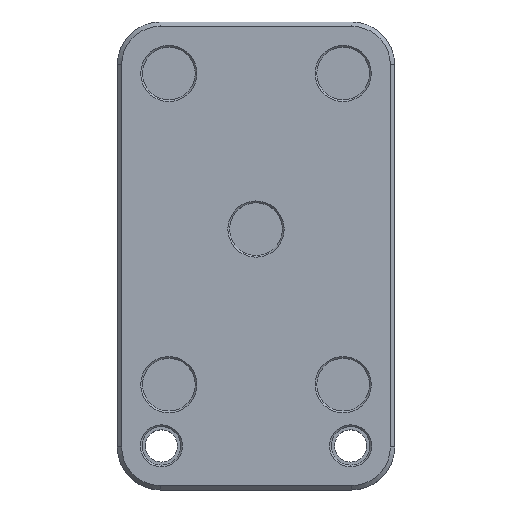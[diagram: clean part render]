
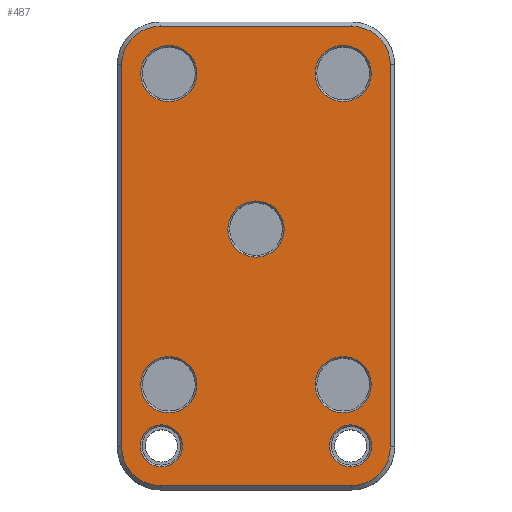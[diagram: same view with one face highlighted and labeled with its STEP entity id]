
A CAD part, top view. The second image highlights one B-rep face of the part: STEP entity #487.
In plain terms, the highlighted planar face has unit normal (0, 0, 1).
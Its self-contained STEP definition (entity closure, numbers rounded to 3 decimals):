
#335=CARTESIAN_POINT('',(0.,0.,15.));
#336=DIRECTION('',(0.,0.,1.));
#337=DIRECTION('',(1.,0.,0.));
#338=AXIS2_PLACEMENT_3D('',#335,#336,#337);
#339=PLANE('',#338);
#340=CARTESIAN_POINT('',(38.563,22.25,15.));
#341=VERTEX_POINT('',#340);
#342=CARTESIAN_POINT('',(38.563,-22.25,15.));
#343=VERTEX_POINT('',#342);
#344=CARTESIAN_POINT('',(38.563,22.25,15.));
#345=DIRECTION('',(0.,-1.,0.));
#346=VECTOR('',#345,44.5);
#347=LINE('',#344,#346);
#348=EDGE_CURVE('',#341,#343,#347,.T.);
#349=ORIENTED_EDGE('',*,*,#348,.T.);
#350=CARTESIAN_POINT('',(43.063,-26.75,15.));
#351=VERTEX_POINT('',#350);
#352=CARTESIAN_POINT('',(43.063,-22.25,15.));
#353=DIRECTION('',(0.,0.,1.));
#354=DIRECTION('',(1.,0.,-0.));
#355=AXIS2_PLACEMENT_3D('',#352,#353,#354);
#356=CIRCLE('',#355,4.5);
#357=EDGE_CURVE('',#343,#351,#356,.T.);
#358=ORIENTED_EDGE('',*,*,#357,.T.);
#359=CARTESIAN_POINT('',(65.363,-26.75,15.));
#360=VERTEX_POINT('',#359);
#361=CARTESIAN_POINT('',(43.063,-26.75,15.));
#362=DIRECTION('',(1.,0.,0.));
#363=VECTOR('',#362,22.3);
#364=LINE('',#361,#363);
#365=EDGE_CURVE('',#351,#360,#364,.T.);
#366=ORIENTED_EDGE('',*,*,#365,.T.);
#367=CARTESIAN_POINT('',(69.863,-22.25,15.));
#368=VERTEX_POINT('',#367);
#369=CARTESIAN_POINT('',(65.363,-22.25,15.));
#370=DIRECTION('',(0.,0.,1.));
#371=DIRECTION('',(1.,0.,-0.));
#372=AXIS2_PLACEMENT_3D('',#369,#370,#371);
#373=CIRCLE('',#372,4.5);
#374=EDGE_CURVE('',#360,#368,#373,.T.);
#375=ORIENTED_EDGE('',*,*,#374,.T.);
#376=CARTESIAN_POINT('',(69.863,22.25,15.));
#377=VERTEX_POINT('',#376);
#378=CARTESIAN_POINT('',(69.863,-22.25,15.));
#379=DIRECTION('',(-0.,1.,0.));
#380=VECTOR('',#379,44.5);
#381=LINE('',#378,#380);
#382=EDGE_CURVE('',#368,#377,#381,.T.);
#383=ORIENTED_EDGE('',*,*,#382,.T.);
#384=CARTESIAN_POINT('',(65.363,26.75,15.));
#385=VERTEX_POINT('',#384);
#386=CARTESIAN_POINT('',(65.363,22.25,15.));
#387=DIRECTION('',(0.,0.,1.));
#388=DIRECTION('',(1.,0.,-0.));
#389=AXIS2_PLACEMENT_3D('',#386,#387,#388);
#390=CIRCLE('',#389,4.5);
#391=EDGE_CURVE('',#377,#385,#390,.T.);
#392=ORIENTED_EDGE('',*,*,#391,.T.);
#393=CARTESIAN_POINT('',(43.063,26.75,15.));
#394=VERTEX_POINT('',#393);
#395=CARTESIAN_POINT('',(65.363,26.75,15.));
#396=DIRECTION('',(-1.,-0.,0.));
#397=VECTOR('',#396,22.3);
#398=LINE('',#395,#397);
#399=EDGE_CURVE('',#385,#394,#398,.T.);
#400=ORIENTED_EDGE('',*,*,#399,.T.);
#401=CARTESIAN_POINT('',(43.063,22.25,15.));
#402=DIRECTION('',(0.,0.,1.));
#403=DIRECTION('',(1.,0.,-0.));
#404=AXIS2_PLACEMENT_3D('',#401,#402,#403);
#405=CIRCLE('',#404,4.5);
#406=EDGE_CURVE('',#394,#341,#405,.T.);
#407=ORIENTED_EDGE('',*,*,#406,.T.);
#408=EDGE_LOOP('',(#349,#358,#366,#375,#383,#392,#400,#407));
#409=FACE_BOUND('',#408,.T.);
#410=CARTESIAN_POINT('',(57.488,3.125,15.));
#411=VERTEX_POINT('',#410);
#412=CARTESIAN_POINT('',(54.213,3.125,15.));
#413=DIRECTION('',(-0.,-0.,-1.));
#414=DIRECTION('',(1.,0.,-0.));
#415=AXIS2_PLACEMENT_3D('',#412,#413,#414);
#416=CIRCLE('',#415,3.275);
#417=EDGE_CURVE('',#411,#411,#416,.T.);
#418=ORIENTED_EDGE('',*,*,#417,.T.);
#419=EDGE_LOOP('',(#418));
#420=FACE_BOUND('',#419,.T.);
#421=CARTESIAN_POINT('',(67.638,21.25,15.));
#422=VERTEX_POINT('',#421);
#423=CARTESIAN_POINT('',(64.363,21.25,15.));
#424=DIRECTION('',(-0.,-0.,-1.));
#425=DIRECTION('',(1.,0.,-0.));
#426=AXIS2_PLACEMENT_3D('',#423,#424,#425);
#427=CIRCLE('',#426,3.275);
#428=EDGE_CURVE('',#422,#422,#427,.T.);
#429=ORIENTED_EDGE('',*,*,#428,.T.);
#430=EDGE_LOOP('',(#429));
#431=FACE_BOUND('',#430,.T.);
#432=CARTESIAN_POINT('',(47.338,21.25,15.));
#433=VERTEX_POINT('',#432);
#434=CARTESIAN_POINT('',(44.063,21.25,15.));
#435=DIRECTION('',(-0.,-0.,-1.));
#436=DIRECTION('',(1.,0.,-0.));
#437=AXIS2_PLACEMENT_3D('',#434,#435,#436);
#438=CIRCLE('',#437,3.275);
#439=EDGE_CURVE('',#433,#433,#438,.T.);
#440=ORIENTED_EDGE('',*,*,#439,.T.);
#441=EDGE_LOOP('',(#440));
#442=FACE_BOUND('',#441,.T.);
#443=CARTESIAN_POINT('',(47.338,-15.,15.));
#444=VERTEX_POINT('',#443);
#445=CARTESIAN_POINT('',(44.063,-15.,15.));
#446=DIRECTION('',(-0.,-0.,-1.));
#447=DIRECTION('',(1.,0.,-0.));
#448=AXIS2_PLACEMENT_3D('',#445,#446,#447);
#449=CIRCLE('',#448,3.275);
#450=EDGE_CURVE('',#444,#444,#449,.T.);
#451=ORIENTED_EDGE('',*,*,#450,.T.);
#452=EDGE_LOOP('',(#451));
#453=FACE_BOUND('',#452,.T.);
#454=CARTESIAN_POINT('',(67.638,-15.,15.));
#455=VERTEX_POINT('',#454);
#456=CARTESIAN_POINT('',(64.363,-15.,15.));
#457=DIRECTION('',(-0.,-0.,-1.));
#458=DIRECTION('',(1.,0.,-0.));
#459=AXIS2_PLACEMENT_3D('',#456,#457,#458);
#460=CIRCLE('',#459,3.275);
#461=EDGE_CURVE('',#455,#455,#460,.T.);
#462=ORIENTED_EDGE('',*,*,#461,.T.);
#463=EDGE_LOOP('',(#462));
#464=FACE_BOUND('',#463,.T.);
#465=CARTESIAN_POINT('',(67.688,-22.125,15.));
#466=VERTEX_POINT('',#465);
#467=CARTESIAN_POINT('',(65.238,-22.125,15.));
#468=DIRECTION('',(-0.,-0.,-1.));
#469=DIRECTION('',(1.,0.,-0.));
#470=AXIS2_PLACEMENT_3D('',#467,#468,#469);
#471=CIRCLE('',#470,2.45);
#472=EDGE_CURVE('',#466,#466,#471,.T.);
#473=ORIENTED_EDGE('',*,*,#472,.T.);
#474=EDGE_LOOP('',(#473));
#475=FACE_BOUND('',#474,.T.);
#476=CARTESIAN_POINT('',(45.638,-22.125,15.));
#477=VERTEX_POINT('',#476);
#478=CARTESIAN_POINT('',(43.188,-22.125,15.));
#479=DIRECTION('',(-0.,-0.,-1.));
#480=DIRECTION('',(1.,0.,-0.));
#481=AXIS2_PLACEMENT_3D('',#478,#479,#480);
#482=CIRCLE('',#481,2.45);
#483=EDGE_CURVE('',#477,#477,#482,.T.);
#484=ORIENTED_EDGE('',*,*,#483,.T.);
#485=EDGE_LOOP('',(#484));
#486=FACE_BOUND('',#485,.T.);
#487=ADVANCED_FACE('',(#409,#420,#431,#442,#453,#464,#475,#486),#339,.T.);
